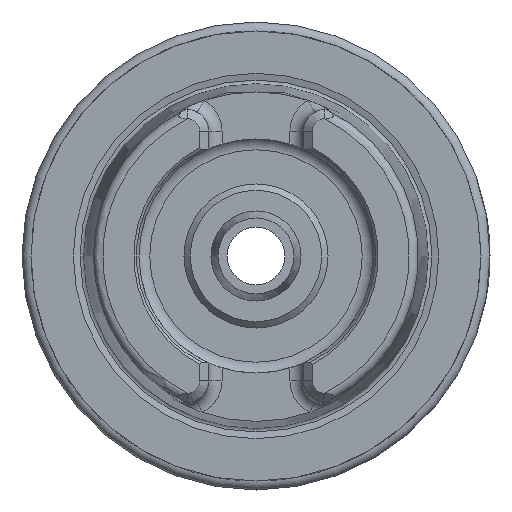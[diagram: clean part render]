
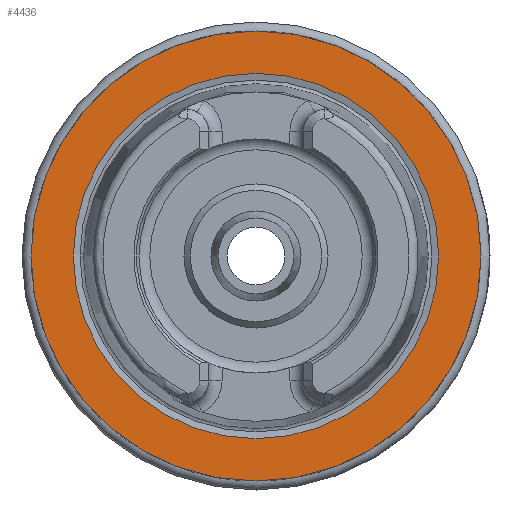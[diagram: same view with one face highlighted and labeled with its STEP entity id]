
A CAD part, left-side view. The second image highlights one B-rep face of the part: STEP entity #4436.
In plain terms, the highlighted planar face has unit normal (-1, 0, 0).
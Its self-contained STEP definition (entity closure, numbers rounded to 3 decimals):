
#4402=CARTESIAN_POINT('',(0.0,20.296,0.0));
#4403=VERTEX_POINT('',#4402);
#4404=CARTESIAN_POINT('',(0.0,0.0,0.0));
#4405=DIRECTION('',(1.0,0.0,0.0));
#4406=DIRECTION('',(0.0,1.0,0.0));
#4407=AXIS2_PLACEMENT_3D('',#4404,#4405,#4406);
#4408=CIRCLE('',#4407,20.296);
#4409=EDGE_CURVE('',#4403,#4403,#4408,.T.);
#4417=CARTESIAN_POINT('',(0.0,22.648,0.0));
#4418=DIRECTION('',(-1.0,0.0,0.0));
#4419=DIRECTION('',(0.0,0.0,1.0));
#4420=AXIS2_PLACEMENT_3D('',#4417,#4418,#4419);
#4421=PLANE('',#4420);
#4422=CARTESIAN_POINT('',(0.0,25.,0.0));
#4423=VERTEX_POINT('',#4422);
#4424=CARTESIAN_POINT('',(0.0,0.0,0.0));
#4425=DIRECTION('',(1.0,0.0,0.0));
#4426=DIRECTION('',(0.0,1.0,0.0));
#4427=AXIS2_PLACEMENT_3D('',#4424,#4425,#4426);
#4428=CIRCLE('',#4427,25.);
#4429=EDGE_CURVE('',#4423,#4423,#4428,.T.);
#4430=ORIENTED_EDGE('',*,*,#4429,.F.);
#4431=EDGE_LOOP('',(#4430));
#4432=FACE_OUTER_BOUND('',#4431,.T.);
#4433=ORIENTED_EDGE('',*,*,#4409,.T.);
#4434=EDGE_LOOP('',(#4433));
#4435=FACE_BOUND('',#4434,.T.);
#4436=ADVANCED_FACE('',(#4432,#4435),#4421,.T.);
